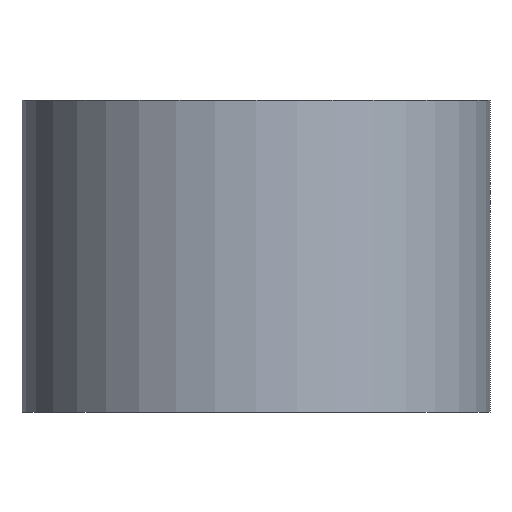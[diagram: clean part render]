
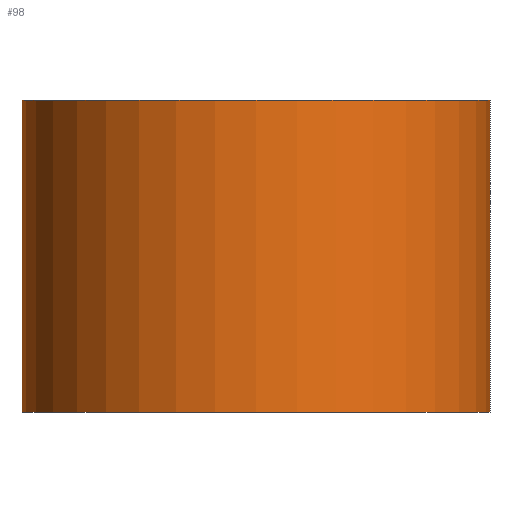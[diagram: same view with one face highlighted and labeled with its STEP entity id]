
A CAD part, front view. The second image highlights one B-rep face of the part: STEP entity #98.
In plain terms, the highlighted cylindrical face has radius 75 mm (diameter 150 mm), a full revolution.
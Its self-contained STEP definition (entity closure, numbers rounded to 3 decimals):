
#34=FACE_OUTER_BOUND('',#41,.T.);
#41=EDGE_LOOP('',(#80,#81,#82,#83));
#50=LINE('',#198,#53);
#53=VECTOR('',#162,75.);
#57=CIRCLE('',#135,75.);
#58=CIRCLE('',#136,75.);
#63=VERTEX_POINT('',#195);
#64=VERTEX_POINT('',#197);
#70=EDGE_CURVE('',#63,#63,#57,.T.);
#71=EDGE_CURVE('',#63,#64,#50,.T.);
#72=EDGE_CURVE('',#64,#64,#58,.T.);
#80=ORIENTED_EDGE('',*,*,#70,.F.);
#81=ORIENTED_EDGE('',*,*,#71,.T.);
#82=ORIENTED_EDGE('',*,*,#72,.T.);
#83=ORIENTED_EDGE('',*,*,#71,.F.);
#95=CYLINDRICAL_SURFACE('',#134,75.);
#98=ADVANCED_FACE('',(#34),#95,.T.);
#134=AXIS2_PLACEMENT_3D('',#194,#158,#159);
#135=AXIS2_PLACEMENT_3D('',#196,#160,#161);
#136=AXIS2_PLACEMENT_3D('',#199,#163,#164);
#158=DIRECTION('center_axis',(0.,0.,1.));
#159=DIRECTION('ref_axis',(1.,0.,0.));
#160=DIRECTION('center_axis',(0.,0.,1.));
#161=DIRECTION('ref_axis',(1.,0.,0.));
#162=DIRECTION('',(0.,0.,-1.));
#163=DIRECTION('center_axis',(0.,0.,1.));
#164=DIRECTION('ref_axis',(1.,0.,0.));
#194=CARTESIAN_POINT('Origin',(0.,0.,0.));
#195=CARTESIAN_POINT('',(-75.,0.,100.));
#196=CARTESIAN_POINT('Origin',(0.,0.,100.));
#197=CARTESIAN_POINT('',(-75.,0.,0.));
#198=CARTESIAN_POINT('',(-75.,0.,0.));
#199=CARTESIAN_POINT('Origin',(0.,0.,0.));
